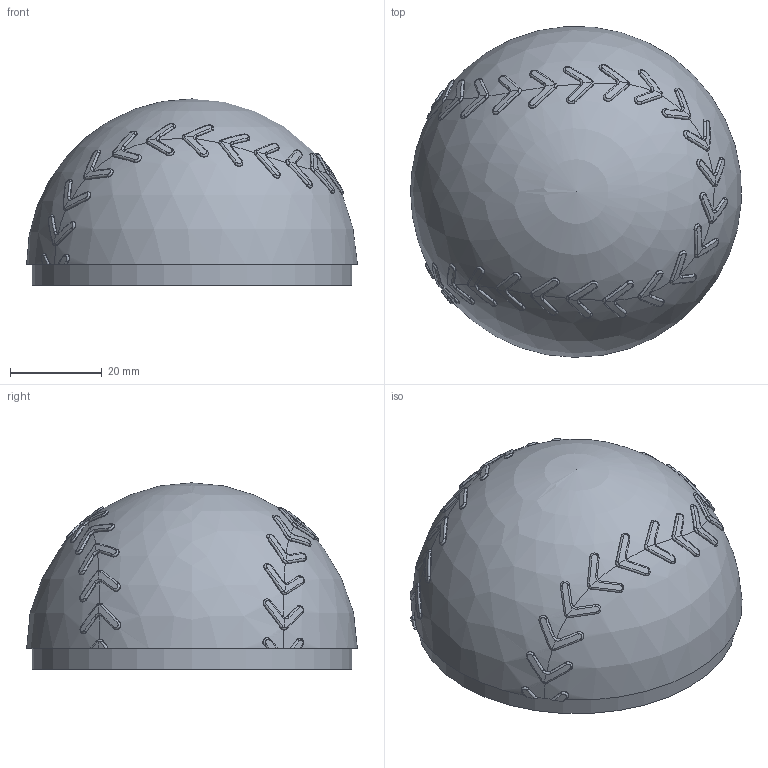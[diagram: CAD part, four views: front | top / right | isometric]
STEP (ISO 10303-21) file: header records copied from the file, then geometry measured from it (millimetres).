
FILE_DESCRIPTION(/* description */ (''),/* implementation_level */ '2;1');
FILE_NAME(/* name */ 'ball-up.step',/* time_stamp */ '2020-02-12T06:06:09+09:00',/* author */ (''),/* organization */ (''),/* preprocessor_version */ 'ST-DEVELOPER v18',/* originating_system */ 'Autodesk Translation Framework v8.12.0.6',/* authorisation */ '');
FILE_SCHEMA (('AUTOMOTIVE_DESIGN { 1 0 10303 214 3 1 1 }'));
Length unit declared in the file: millimetre
Products named in the file (1): Fusion コンポーネント
Bounding box: 71.94 x 71.92 x 40.5 mm (x, y, z)
Volume: 20315.8 mm3; surface area: 22360.5 mm2
Topology: 1 solids, 1 shells, 432 faces, 1207 edges, 778 vertices
Faces by surface type: bspline 136, cone 117, torus 117, sphere 55, plane 5, cylinder 2
Full cylindrical faces by diameter (mm): 68 x1, 69.5 x1
Entity records: 26348 total; most frequent: CARTESIAN_POINT 16405, ORIENTED_EDGE 2410, DIRECTION 1672, EDGE_CURVE 1205, VERTEX_POINT 778, AXIS2_PLACEMENT_3D 764, B_SPLINE_CURVE_WITH_KNOTS 588, CIRCLE 467
